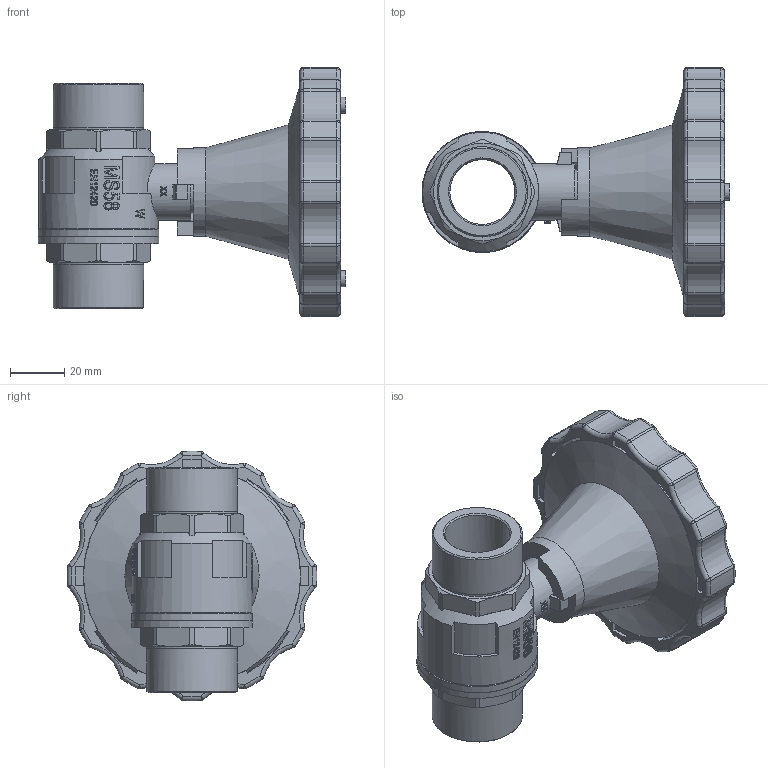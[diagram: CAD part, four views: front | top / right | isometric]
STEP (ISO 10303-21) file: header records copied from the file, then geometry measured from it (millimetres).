
FILE_DESCRIPTION(/* description */ ('Unknown'),/* implementation_level */ '2;1');
FILE_NAME(/* name */ '692-06',/* time_stamp */ '2022-06-13T12:46:53+02:00',/* author */ ('Unknown'),/* organization */ ('Unknown'),/* preprocessor_version */ 'ST-DEVELOPER v16.7',/* originating_system */ 'Solid Edge',/* authorisation */ 'Unknown');
FILE_SCHEMA (('AUTOMOTIVE_DESIGN {1 0 10303 214 3 1 1}'));
Length unit declared in the file: millimetre
Products named in the file (12): 692-06; 620-1_oa_0; 600-1-Spindel-co_oa_1; 600-1-Stopfbuchse; 600-1-spindel; 620_1_Einschraubteil; 620_1_Körper; 98000690-06; WDB-03; WDB-01; VT0899433506-02; WDB-02-1
Assembly tree (11 placements, depth 4):
  692-06
    620-1_oa_0
      600-1-Spindel-co_oa_1
        600-1-Stopfbuchse
        600-1-spindel
      620_1_Einschraubteil
      620_1_Körper
    98000690-06
      WDB-03
      WDB-01
      VT0899433506-02
      WDB-02-1
Bounding box: 113.45 x 91.97 x 91.97 mm (x, y, z)
Volume: 156990.3 mm3; surface area: 80941.5 mm2
Topology: 8 solids, 8 shells, 1475 faces, 3990 edges, 2600 vertices
Faces by surface type: plane 1098, cylinder 195, cone 70, torus 56, sphere 48, bspline 8
Full cylindrical faces by diameter (mm): 6 x2, 8.5 x4, 8.9 x1, 12 x2, 12.1 x1, 12.5 x1, 14 x1, 14.5 x1, 16 x1, 16.5 x1, 17 x1, 18 x1, 21 x1, 22.5 x2, 23 x1, 24 x2, 31 x2, 32.5 x1, 33.249 x2, 33.26 x2, 38.5 x1, 40 x1, 40.5 x1, 44 x1, 44.5 x2, 76 x1, 80 x3
Entity records: 58394 total; most frequent: CARTESIAN_POINT 11800, DIRECTION 8921, ORIENTED_EDGE 7812, EDGE_CURVE 3906, AXIS2_PLACEMENT_3D 3701, VERTEX_POINT 2578, EDGE_LOOP 1610, FACE_BOUND 1610
